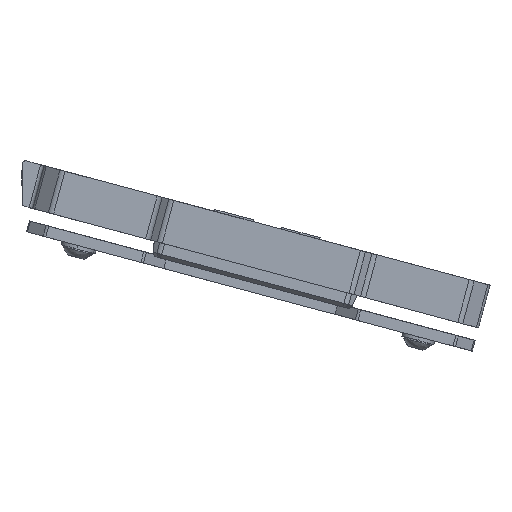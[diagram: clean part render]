
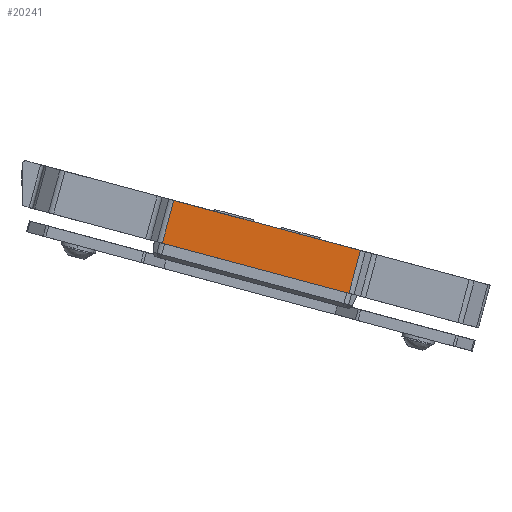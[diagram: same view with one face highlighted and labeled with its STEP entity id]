
A CAD part, left-side view. The second image highlights one B-rep face of the part: STEP entity #20241.
In plain terms, the highlighted planar face has unit normal (-1, 0, 0).
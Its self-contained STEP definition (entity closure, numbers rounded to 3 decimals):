
#966 = EDGE_CURVE ( 'NONE', #14729, #11470, #9128, .T. ) ;
#2194 = EDGE_LOOP ( 'NONE', ( #9882, #14562, #14501, #22127 ) ) ;
#2599 = CARTESIAN_POINT ( 'NONE',  ( -70.5, 47.378, -80.629 ) ) ;
#3710 = DIRECTION ( 'NONE',  ( 0., 0.259, -0.966 ) ) ;
#4809 = PLANE ( 'NONE',  #10532 ) ;
#5208 = FACE_OUTER_BOUND ( 'NONE', #2194, .T. ) ;
#5334 = DIRECTION ( 'NONE',  ( 0., -0.966, -0.259 ) ) ;
#6602 = CARTESIAN_POINT ( 'NONE',  ( -70.5, 97.938, -67.081 ) ) ;
#6656 = CARTESIAN_POINT ( 'NONE',  ( -70.5, 43.472, -69.252 ) ) ;
#6981 = DIRECTION ( 'NONE',  ( 0., -0.966, -0.259 ) ) ;
#7012 = LINE ( 'NONE', #16073, #18475 ) ;
#7036 = VECTOR ( 'NONE', #12457, 1000. ) ;
#7144 = CARTESIAN_POINT ( 'NONE',  ( -70.5, 46.578, -80.843 ) ) ;
#7630 = CARTESIAN_POINT ( 'NONE',  ( -70.5, 44.272, -69.038 ) ) ;
#8265 = EDGE_CURVE ( 'NONE', #11470, #18568, #16481, .T. ) ;
#8483 = EDGE_CURVE ( 'NONE', #15719, #14729, #16800, .T. ) ;
#9128 = LINE ( 'NONE', #7144, #9452 ) ;
#9452 = VECTOR ( 'NONE', #6981, 1000. ) ;
#9882 = ORIENTED_EDGE ( 'NONE', *, *, #966, .T. ) ;
#10407 = DIRECTION ( 'NONE',  ( 0., -0.259, 0.966 ) ) ;
#10532 = AXIS2_PLACEMENT_3D ( 'NONE', #6656, #20739, #10407 ) ;
#10572 = EDGE_CURVE ( 'NONE', #15719, #18568, #7012, .T. ) ;
#10685 = CARTESIAN_POINT ( 'NONE',  ( -70.5, 44.272, -69.038 ) ) ;
#11470 = VERTEX_POINT ( 'NONE', #2599 ) ;
#12457 = DIRECTION ( 'NONE',  ( 0., -0.259, 0.966 ) ) ;
#14501 = ORIENTED_EDGE ( 'NONE', *, *, #10572, .F. ) ;
#14562 = ORIENTED_EDGE ( 'NONE', *, *, #8265, .T. ) ;
#14729 = VERTEX_POINT ( 'NONE', #6602 ) ;
#15719 = VERTEX_POINT ( 'NONE', #22457 ) ;
#16073 = CARTESIAN_POINT ( 'NONE',  ( -70.5, 69.552, -62.264 ) ) ;
#16481 = LINE ( 'NONE', #10685, #7036 ) ;
#16800 = LINE ( 'NONE', #21409, #19500 ) ;
#18475 = VECTOR ( 'NONE', #5334, 1000. ) ;
#18568 = VERTEX_POINT ( 'NONE', #7630 ) ;
#19500 = VECTOR ( 'NONE', #3710, 1000. ) ;
#20241 = ADVANCED_FACE ( 'NONE', ( #5208 ), #4809, .T. ) ;
#20739 = DIRECTION ( 'NONE',  ( -1., 0., 0. ) ) ;
#21409 = CARTESIAN_POINT ( 'NONE',  ( -70.5, 94.832, -55.49 ) ) ;
#22127 = ORIENTED_EDGE ( 'NONE', *, *, #8483, .T. ) ;
#22457 = CARTESIAN_POINT ( 'NONE',  ( -70.5, 94.832, -55.49 ) ) ;
